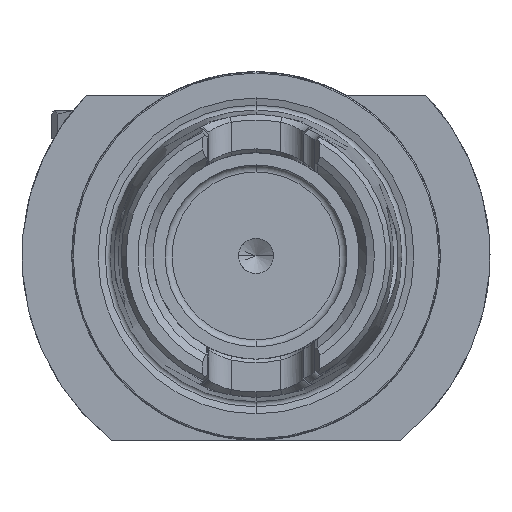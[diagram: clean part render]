
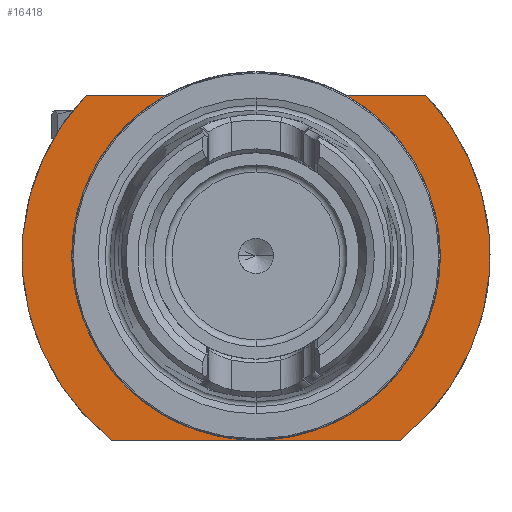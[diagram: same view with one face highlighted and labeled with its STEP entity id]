
A CAD part, left-side view. The second image highlights one B-rep face of the part: STEP entity #16418.
In plain terms, the highlighted planar face has unit normal (-1, 0, 0).
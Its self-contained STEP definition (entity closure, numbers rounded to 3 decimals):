
#47 = AXIS2_PLACEMENT_3D ( 'NONE', #12882, #3560, #16155 ) ;
#554 = CARTESIAN_POINT ( 'NONE',  ( 22., 15.311, 27.5 ) ) ;
#661 = CARTESIAN_POINT ( 'NONE',  ( 22., 0., 27.5 ) ) ;
#670 = VECTOR ( 'NONE', #4707, 1000. ) ;
#968 = CIRCLE ( 'NONE', #15797, 40. ) ;
#1076 = EDGE_CURVE ( 'NONE', #15948, #4080, #5701, .T. ) ;
#1517 = DIRECTION ( 'NONE',  ( 0., 0., -1. ) ) ;
#1545 = DIRECTION ( 'NONE',  ( 0., 1., 0. ) ) ;
#1945 = ORIENTED_EDGE ( 'NONE', *, *, #14050, .F. ) ;
#2104 = DIRECTION ( 'NONE',  ( -1., 0., 0. ) ) ;
#2173 = CARTESIAN_POINT ( 'NONE',  ( 22., 0., 0. ) ) ;
#3407 = LINE ( 'NONE', #12673, #670 ) ;
#3533 = DIRECTION ( 'NONE',  ( 0., 0., 1. ) ) ;
#3560 = DIRECTION ( 'NONE',  ( 1., 0., 0. ) ) ;
#4080 = VERTEX_POINT ( 'NONE', #4124 ) ;
#4124 = CARTESIAN_POINT ( 'NONE',  ( 22., 0., -31.475 ) ) ;
#4307 = VERTEX_POINT ( 'NONE', #15439 ) ;
#4400 = CARTESIAN_POINT ( 'NONE',  ( 22., 0., 27.5 ) ) ;
#4707 = DIRECTION ( 'NONE',  ( 0., 1., 0. ) ) ;
#4895 = EDGE_CURVE ( 'NONE', #4307, #15948, #11062, .T. ) ;
#5030 = VECTOR ( 'NONE', #17059, 1000. ) ;
#5130 = EDGE_CURVE ( 'NONE', #12155, #16362, #12511, .T. ) ;
#5615 = AXIS2_PLACEMENT_3D ( 'NONE', #2173, #11536, #3533 ) ;
#5701 = CIRCLE ( 'NONE', #47, 31.475 ) ;
#6192 = AXIS2_PLACEMENT_3D ( 'NONE', #16190, #9515, #1517 ) ;
#6896 = CARTESIAN_POINT ( 'NONE',  ( 22., 0., 0. ) ) ;
#7296 = CARTESIAN_POINT ( 'NONE',  ( 22., 24.653, -31.5 ) ) ;
#7463 = ORIENTED_EDGE ( 'NONE', *, *, #16117, .T. ) ;
#7522 = VECTOR ( 'NONE', #1545, 1000. ) ;
#8198 = PLANE ( 'NONE',  #6192 ) ;
#8239 = DIRECTION ( 'NONE',  ( 0., 0., -1. ) ) ;
#9515 = DIRECTION ( 'NONE',  ( 1., 0., 0. ) ) ;
#9605 = EDGE_CURVE ( 'NONE', #16362, #10929, #968, .T. ) ;
#10149 = CARTESIAN_POINT ( 'NONE',  ( 22., 0., 0. ) ) ;
#10342 = AXIS2_PLACEMENT_3D ( 'NONE', #6896, #16225, #8239 ) ;
#10686 = CIRCLE ( 'NONE', #5615, 40. ) ;
#10915 = CARTESIAN_POINT ( 'NONE',  ( 22., -24.653, -31.5 ) ) ;
#10929 = VERTEX_POINT ( 'NONE', #7296 ) ;
#10967 = ORIENTED_EDGE ( 'NONE', *, *, #4895, .T. ) ;
#11062 = LINE ( 'NONE', #4400, #7522 ) ;
#11143 = CARTESIAN_POINT ( 'NONE',  ( 22., -15.311, 27.5 ) ) ;
#11472 = DIRECTION ( 'NONE',  ( 0., 0., 1. ) ) ;
#11536 = DIRECTION ( 'NONE',  ( -1., 0., 0. ) ) ;
#11719 = FACE_OUTER_BOUND ( 'NONE', #16689, .T. ) ;
#11911 = ORIENTED_EDGE ( 'NONE', *, *, #5130, .T. ) ;
#12155 = VERTEX_POINT ( 'NONE', #554 ) ;
#12449 = ORIENTED_EDGE ( 'NONE', *, *, #1076, .T. ) ;
#12511 = LINE ( 'NONE', #661, #5030 ) ;
#12673 = CARTESIAN_POINT ( 'NONE',  ( 22., -40., -31.5 ) ) ;
#12882 = CARTESIAN_POINT ( 'NONE',  ( 22., 0., 0. ) ) ;
#13067 = ORIENTED_EDGE ( 'NONE', *, *, #16756, .T. ) ;
#13467 = CARTESIAN_POINT ( 'NONE',  ( 22., 29.047, 27.5 ) ) ;
#13813 = CIRCLE ( 'NONE', #10342, 31.475 ) ;
#13933 = ORIENTED_EDGE ( 'NONE', *, *, #9605, .T. ) ;
#14050 = EDGE_CURVE ( 'NONE', #16788, #10929, #3407, .T. ) ;
#15439 = CARTESIAN_POINT ( 'NONE',  ( 22., -29.047, 27.5 ) ) ;
#15797 = AXIS2_PLACEMENT_3D ( 'NONE', #10149, #2104, #11472 ) ;
#15948 = VERTEX_POINT ( 'NONE', #11143 ) ;
#16117 = EDGE_CURVE ( 'NONE', #16788, #4307, #10686, .T. ) ;
#16155 = DIRECTION ( 'NONE',  ( 0., 0., -1. ) ) ;
#16190 = CARTESIAN_POINT ( 'NONE',  ( 22., 0., 0. ) ) ;
#16225 = DIRECTION ( 'NONE',  ( 1., 0., 0. ) ) ;
#16362 = VERTEX_POINT ( 'NONE', #13467 ) ;
#16418 = ADVANCED_FACE ( 'NONE', ( #11719 ), #8198, .F. ) ;
#16689 = EDGE_LOOP ( 'NONE', ( #7463, #10967, #12449, #13067, #11911, #13933, #1945 ) ) ;
#16756 = EDGE_CURVE ( 'NONE', #4080, #12155, #13813, .T. ) ;
#16788 = VERTEX_POINT ( 'NONE', #10915 ) ;
#17059 = DIRECTION ( 'NONE',  ( 0., 1., 0. ) ) ;
